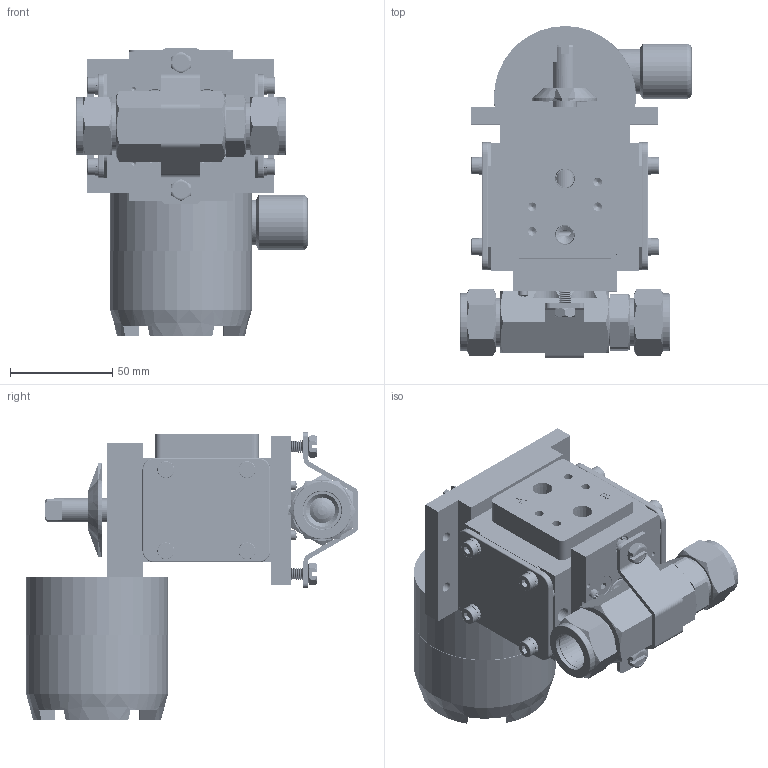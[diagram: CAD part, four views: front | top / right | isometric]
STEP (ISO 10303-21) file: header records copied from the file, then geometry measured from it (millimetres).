
FILE_DESCRIPTION (( 'STEP AP203' ), '1' );
FILE_NAME ('8205XXC12A512DLS.step', '2018-03-12T15:19:55', ( '' ), ( '' ), 'SwSTEP 2.0', 'SolidWorks 2017', '' );
FILE_SCHEMA (( 'CONFIG_CONTROL_DESIGN' ));
Length unit declared in the file: inch
Products named in the file (1): 8205XXC12A512DLS
Bounding box: 113.19 x 162.28 x 140.46 mm (x, y, z)
Volume: 494161.7 mm3; surface area: 216321.1 mm2
Topology: 67 solids, 67 shells, 3589 faces, 8948 edges, 5535 vertices
Faces by surface type: cone 1331, cylinder 1150, plane 829, bspline 172, torus 101, sphere 6
Entity records: 158877 total; most frequent: CARTESIAN_POINT 74335, DIRECTION 18029, ORIENTED_EDGE 17732, EDGE_CURVE 8866, AXIS2_PLACEMENT_3D 7014, VERTEX_POINT 5531, LINE 4001, VECTOR 4001
